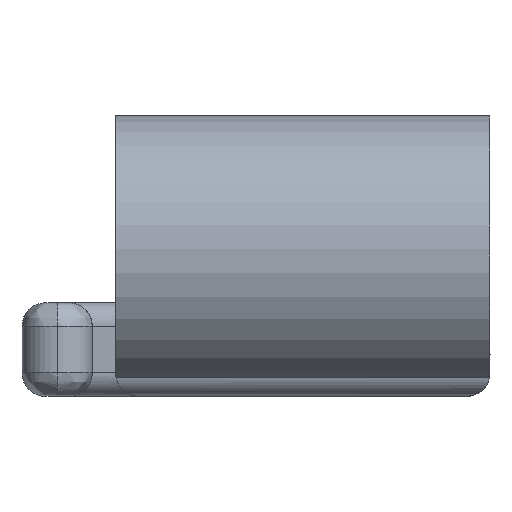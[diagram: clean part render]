
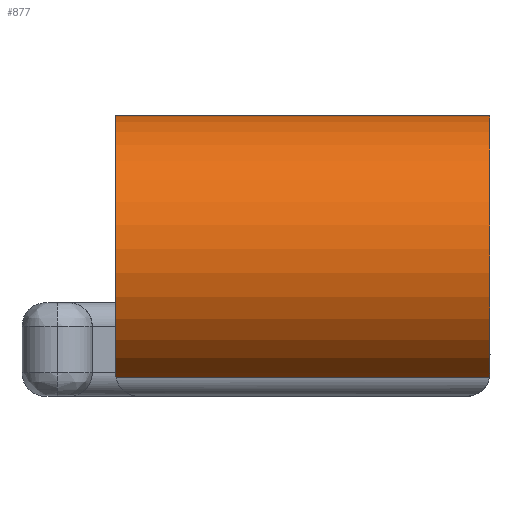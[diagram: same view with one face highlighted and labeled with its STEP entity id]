
A CAD part, front view. The second image highlights one B-rep face of the part: STEP entity #877.
In plain terms, the highlighted cylindrical face has radius 3 mm (diameter 6 mm), a partial arc.
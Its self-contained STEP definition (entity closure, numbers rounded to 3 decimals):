
#50=B_SPLINE_CURVE_WITH_KNOTS('',3,(#1362,#1363,#1364,#1365),
 .UNSPECIFIED.,.F.,.F.,(4,4),(0.371,0.39),
 .UNSPECIFIED.);
#51=B_SPLINE_CURVE_WITH_KNOTS('',3,(#1370,#1371,#1372,#1373,#1374),
 .UNSPECIFIED.,.F.,.F.,(4,1,4),(0.,0.14,0.28),
 .UNSPECIFIED.);
#52=B_SPLINE_CURVE_WITH_KNOTS('',3,(#1378,#1379,#1380,#1381,#1382),
 .UNSPECIFIED.,.F.,.F.,(4,1,4),(0.273,0.413,0.553),
 .UNSPECIFIED.);
#53=B_SPLINE_CURVE_WITH_KNOTS('',3,(#1385,#1386,#1387,#1388),
 .UNSPECIFIED.,.F.,.F.,(4,4),(0.158,0.176),
 .UNSPECIFIED.);
#73=CIRCLE('',#951,3.);
#74=CIRCLE('',#952,3.);
#135=FACE_OUTER_BOUND('',#191,.T.);
#191=EDGE_LOOP('',(#584,#585,#586,#587,#588,#589,#590,#591));
#246=LINE('',#1325,#294);
#250=LINE('',#1376,#298);
#294=VECTOR('',#1061,10.);
#298=VECTOR('',#1073,10.);
#347=VERTEX_POINT('',#1318);
#350=VERTEX_POINT('',#1323);
#357=VERTEX_POINT('',#1360);
#358=VERTEX_POINT('',#1367);
#359=VERTEX_POINT('',#1369);
#360=VERTEX_POINT('',#1375);
#361=VERTEX_POINT('',#1377);
#362=VERTEX_POINT('',#1383);
#434=EDGE_CURVE('',#347,#350,#246,.T.);
#442=EDGE_CURVE('',#357,#350,#50,.T.);
#443=EDGE_CURVE('',#358,#357,#73,.T.);
#444=EDGE_CURVE('',#359,#358,#51,.T.);
#445=EDGE_CURVE('',#360,#359,#250,.T.);
#446=EDGE_CURVE('',#361,#360,#52,.T.);
#447=EDGE_CURVE('',#362,#361,#74,.T.);
#448=EDGE_CURVE('',#347,#362,#53,.T.);
#584=ORIENTED_EDGE('',*,*,#442,.F.);
#585=ORIENTED_EDGE('',*,*,#443,.F.);
#586=ORIENTED_EDGE('',*,*,#444,.F.);
#587=ORIENTED_EDGE('',*,*,#445,.F.);
#588=ORIENTED_EDGE('',*,*,#446,.F.);
#589=ORIENTED_EDGE('',*,*,#447,.F.);
#590=ORIENTED_EDGE('',*,*,#448,.F.);
#591=ORIENTED_EDGE('',*,*,#434,.T.);
#853=CYLINDRICAL_SURFACE('',#950,3.);
#877=ADVANCED_FACE('',(#135),#853,.T.);
#950=AXIS2_PLACEMENT_3D('',#1366,#1069,#1070);
#951=AXIS2_PLACEMENT_3D('',#1368,#1071,#1072);
#952=AXIS2_PLACEMENT_3D('',#1384,#1074,#1075);
#1061=DIRECTION('',(1.,0.,0.));
#1069=DIRECTION('center_axis',(1.,0.,0.));
#1070=DIRECTION('ref_axis',(0.,-0.567,0.824));
#1071=DIRECTION('center_axis',(1.,0.,0.));
#1072=DIRECTION('ref_axis',(0.,1.,0.));
#1073=DIRECTION('',(1.,0.,0.));
#1074=DIRECTION('center_axis',(-1.,0.,0.));
#1075=DIRECTION('ref_axis',(0.,1.,0.));
#1318=CARTESIAN_POINT('',(-3.99,-1.5,-2.598));
#1323=CARTESIAN_POINT('',(3.99,-1.5,-2.598));
#1325=CARTESIAN_POINT('',(0.,-1.5,-2.598));
#1360=CARTESIAN_POINT('',(4.,-1.658,-2.5));
#1362=CARTESIAN_POINT('Ctrl Pts',(4.,-1.658,-2.5));
#1363=CARTESIAN_POINT('Ctrl Pts',(4.,-1.607,-2.534));
#1364=CARTESIAN_POINT('Ctrl Pts',(3.997,-1.554,-2.567));
#1365=CARTESIAN_POINT('Ctrl Pts',(3.99,-1.5,-2.598));
#1366=CARTESIAN_POINT('Origin',(0.,0.,0.));
#1367=CARTESIAN_POINT('',(4.,2.962,0.475));
#1368=CARTESIAN_POINT('Origin',(4.,0.,0.));
#1369=CARTESIAN_POINT('',(1.5,2.828,1.));
#1370=CARTESIAN_POINT('Ctrl Pts',(1.5,2.828,1.));
#1371=CARTESIAN_POINT('Ctrl Pts',(1.967,2.828,1.));
#1372=CARTESIAN_POINT('Ctrl Pts',(2.898,2.865,0.905));
#1373=CARTESIAN_POINT('Ctrl Pts',(3.676,2.936,0.64));
#1374=CARTESIAN_POINT('Ctrl Pts',(4.,2.962,0.475));
#1375=CARTESIAN_POINT('',(-1.5,2.828,1.));
#1376=CARTESIAN_POINT('',(0.,2.828,1.));
#1377=CARTESIAN_POINT('',(-4.,2.962,0.475));
#1378=CARTESIAN_POINT('Ctrl Pts',(-4.,2.962,0.475));
#1379=CARTESIAN_POINT('Ctrl Pts',(-3.676,2.936,0.64));
#1380=CARTESIAN_POINT('Ctrl Pts',(-2.898,2.865,0.905));
#1381=CARTESIAN_POINT('Ctrl Pts',(-1.967,2.828,1.));
#1382=CARTESIAN_POINT('Ctrl Pts',(-1.5,2.828,1.));
#1383=CARTESIAN_POINT('',(-4.,-1.658,-2.5));
#1384=CARTESIAN_POINT('Origin',(-4.,0.,0.));
#1385=CARTESIAN_POINT('Ctrl Pts',(-3.99,-1.5,-2.598));
#1386=CARTESIAN_POINT('Ctrl Pts',(-3.997,-1.554,-2.567));
#1387=CARTESIAN_POINT('Ctrl Pts',(-4.,-1.607,-2.534));
#1388=CARTESIAN_POINT('Ctrl Pts',(-4.,-1.658,-2.5));
